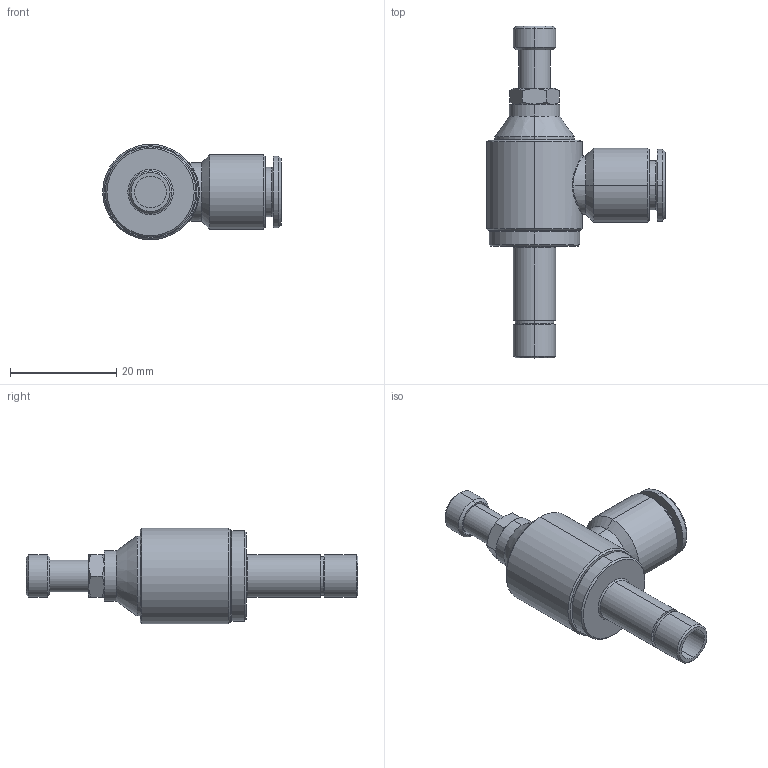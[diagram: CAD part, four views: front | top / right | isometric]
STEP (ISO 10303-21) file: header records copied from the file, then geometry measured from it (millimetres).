
FILE_DESCRIPTION (( 'STEP AP203' ), '1' );
FILE_NAME ('04330V40.STEP', '2010-06-25T07:07:31', ( '' ), ( 'sopra-pneumatic' ), 'SwSTEP 2.0', 'SolidWorks 2009', '' );
FILE_SCHEMA (( 'CONFIG_CONTROL_DESIGN' ));
Length unit declared in the file: millimetre
Products named in the file (1): 04330V40
Bounding box: 33.6 x 62.45 x 18 mm (x, y, z)
Volume: 8063.6 mm3; surface area: 4419 mm2
Topology: 1 solids, 1 shells, 88 faces, 184 edges, 110 vertices
Faces by surface type: cone 34, cylinder 30, plane 20, torus 2, bspline 2
Entity records: 3487 total; most frequent: CARTESIAN_POINT 1507, DIRECTION 428, ORIENTED_EDGE 368, EDGE_CURVE 184, AXIS2_PLACEMENT_3D 179, VERTEX_POINT 110, EDGE_LOOP 100, CIRCLE 92
